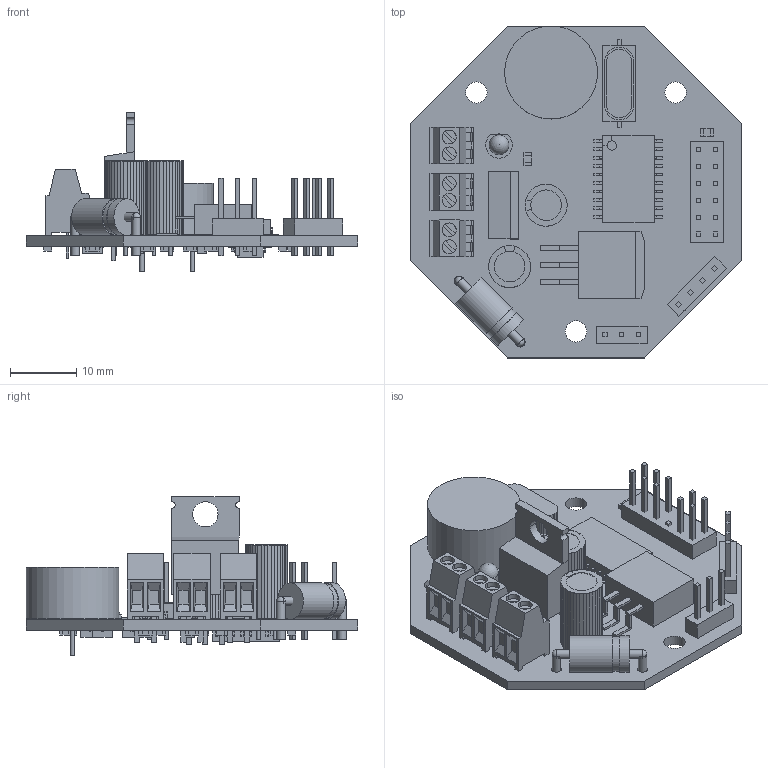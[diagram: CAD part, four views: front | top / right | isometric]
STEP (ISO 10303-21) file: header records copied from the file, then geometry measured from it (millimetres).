
FILE_DESCRIPTION(('Open CASCADE Model'),'2;1');
FILE_NAME('Open CASCADE Shape Model','2021-02-20T10:44:21',('Author'),( 'Open CASCADE'),'Open CASCADE STEP processor 6.8','Open CASCADE 6.8' ,'Unknown');
FILE_SCHEMA(('AUTOMOTIVE_DESIGN { 1 0 10303 214 1 1 1 1 }'));
Length unit declared in the file: millimetre
Products named in the file (1): PCB
Bounding box: 50 x 50 x 23.94 mm (x, y, z)
Volume: 7873.9 mm3; surface area: 11792.3 mm2
Topology: 247 solids, 266 shells, 2155 faces, 4984 edges, 3354 vertices
Faces by surface type: plane 2069, cylinder 83, sphere 3
Full cylindrical faces by diameter (mm): 0.5 x4, 0.7 x6, 0.8 x4, 1 x19, 1.1 x6, 1.2 x3, 1.3 x3, 1.5 x2, 3 x1, 3.2 x3, 5.2 x1, 5.5 x2, 6.2 x2, 14 x1
Entity records: 61420 total; most frequent: CARTESIAN_POINT 10482, ORIENTED_EDGE 9814, DIRECTION 9487, EDGE_CURVE 4975, LINE 4775, VECTOR 4775, VERTEX_POINT 3351, AXIS2_PLACEMENT_3D 2356
